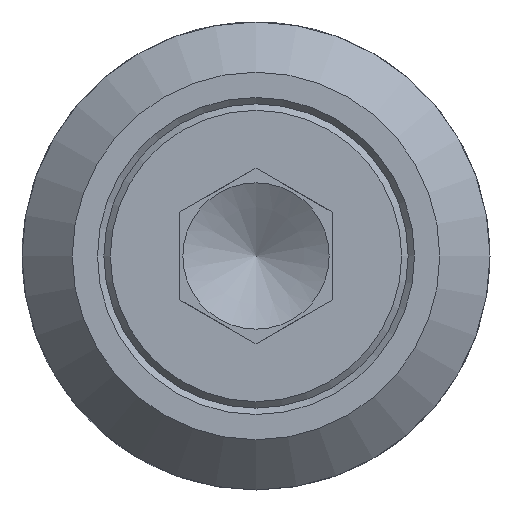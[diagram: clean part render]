
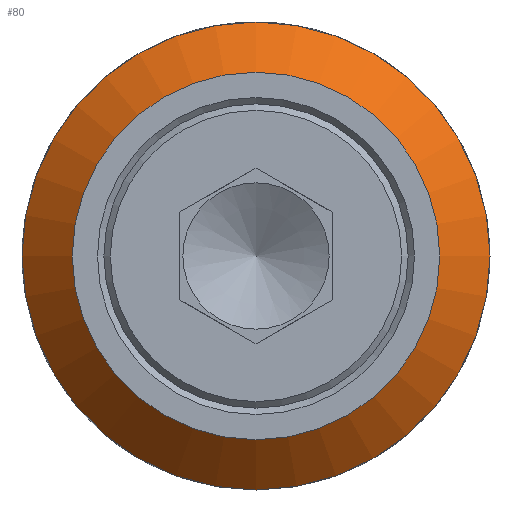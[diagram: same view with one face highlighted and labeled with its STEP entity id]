
A CAD part, front view. The second image highlights one B-rep face of the part: STEP entity #80.
In plain terms, the highlighted conical face has half-angle 45 degrees and reference radius 2 mm.
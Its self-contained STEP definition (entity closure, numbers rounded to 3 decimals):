
#80 = ADVANCED_FACE( '', ( #192, #193 ), #194, .T. );
#192 = FACE_BOUND( '', #353, .T. );
#193 = FACE_OUTER_BOUND( '', #354, .T. );
#194 = CONICAL_SURFACE( '', #355, 2., 0.785 );
#353 = EDGE_LOOP( '', ( #533 ) );
#354 = EDGE_LOOP( '', ( #534 ) );
#355 = AXIS2_PLACEMENT_3D( '', #535, #536, #537 );
#533 = ORIENTED_EDGE( '', *, *, #848, .F. );
#534 = ORIENTED_EDGE( '', *, *, #849, .T. );
#535 = CARTESIAN_POINT( '', ( 0., 0.43, 0. ) );
#536 = DIRECTION( '', ( 0., 1., 0. ) );
#537 = DIRECTION( '', ( 0., 0., 1. ) );
#848 = EDGE_CURVE( '', #990, #990, #991, .T. );
#849 = EDGE_CURVE( '', #992, #992, #993, .T. );
#990 = VERTEX_POINT( '', #1188 );
#991 = CIRCLE( '', #1189, 1.571 );
#992 = VERTEX_POINT( '', #1190 );
#993 = CIRCLE( '', #1191, 2. );
#1188 = CARTESIAN_POINT( '', ( 0., 0., -1.571 ) );
#1189 = AXIS2_PLACEMENT_3D( '', #1398, #1399, #1400 );
#1190 = CARTESIAN_POINT( '', ( 0., 0.43, -2. ) );
#1191 = AXIS2_PLACEMENT_3D( '', #1401, #1402, #1403 );
#1398 = CARTESIAN_POINT( '', ( 0., 0., 0. ) );
#1399 = DIRECTION( '', ( 0., -1., 0. ) );
#1400 = DIRECTION( '', ( 0., 0., -1. ) );
#1401 = CARTESIAN_POINT( '', ( 0., 0.43, 0. ) );
#1402 = DIRECTION( '', ( 0., -1., 0. ) );
#1403 = DIRECTION( '', ( 0., 0., -1. ) );
